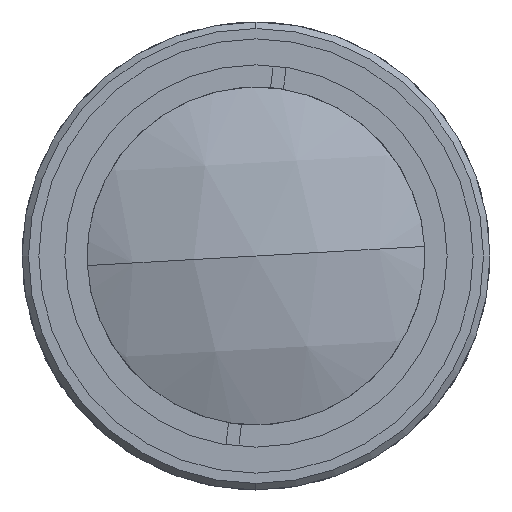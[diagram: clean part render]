
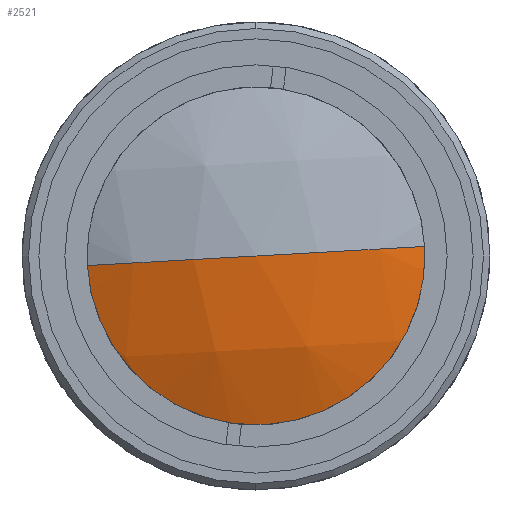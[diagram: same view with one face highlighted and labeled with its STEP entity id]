
A CAD part, left-side view. The second image highlights one B-rep face of the part: STEP entity #2521.
In plain terms, the highlighted spherical face has radius 34.13 mm.
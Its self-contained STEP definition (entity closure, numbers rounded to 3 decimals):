
#192 = DIRECTION ( 'NONE',  ( 0., 0.998, -0.057 ) ) ;
#455 = SPHERICAL_SURFACE ( 'NONE', #1849, 34.13 ) ;
#523 = AXIS2_PLACEMENT_3D ( 'NONE', #3627, #752, #1829 ) ;
#594 = CIRCLE ( 'NONE', #523, 34.13 ) ;
#752 = DIRECTION ( 'NONE',  ( 0., -0.057, -0.998 ) ) ;
#882 = DIRECTION ( 'NONE',  ( 0., -0.057, -0.998 ) ) ;
#922 = EDGE_CURVE ( 'NONE', #3454, #4507, #3537, .T. ) ;
#1226 = CARTESIAN_POINT ( 'NONE',  ( 42.13, 0., 0. ) ) ;
#1329 = ORIENTED_EDGE ( 'NONE', *, *, #3939, .T. ) ;
#1386 = CARTESIAN_POINT ( 'NONE',  ( 11.003, 0., 0. ) ) ;
#1477 = CARTESIAN_POINT ( 'NONE',  ( 8., 0., 0. ) ) ;
#1700 = ORIENTED_EDGE ( 'NONE', *, *, #922, .F. ) ;
#1829 = DIRECTION ( 'NONE',  ( 0., 0.998, -0.057 ) ) ;
#1849 = AXIS2_PLACEMENT_3D ( 'NONE', #3422, #882, #192 ) ;
#1971 = CARTESIAN_POINT ( 'NONE',  ( 11.003, -13.977, 0.794 ) ) ;
#2505 = AXIS2_PLACEMENT_3D ( 'NONE', #1386, #2692, #4651 ) ;
#2521 = ADVANCED_FACE ( 'NONE', ( #2995 ), #455, .T. ) ;
#2692 = DIRECTION ( 'NONE',  ( -1., 0., 0. ) ) ;
#2995 = FACE_OUTER_BOUND ( 'NONE', #4362, .T. ) ;
#3202 = EDGE_CURVE ( 'NONE', #3935, #4507, #594, .T. ) ;
#3230 = AXIS2_PLACEMENT_3D ( 'NONE', #1226, #3837, #4175 ) ;
#3422 = CARTESIAN_POINT ( 'NONE',  ( 42.13, 0., 0. ) ) ;
#3454 = VERTEX_POINT ( 'NONE', #3894 ) ;
#3537 = CIRCLE ( 'NONE', #3230, 34.13 ) ;
#3627 = CARTESIAN_POINT ( 'NONE',  ( 42.13, 0., 0. ) ) ;
#3700 = ORIENTED_EDGE ( 'NONE', *, *, #3202, .T. ) ;
#3837 = DIRECTION ( 'NONE',  ( 0., 0.057, 0.998 ) ) ;
#3894 = CARTESIAN_POINT ( 'NONE',  ( 11.003, 13.977, -0.794 ) ) ;
#3935 = VERTEX_POINT ( 'NONE', #1971 ) ;
#3939 = EDGE_CURVE ( 'NONE', #3454, #3935, #4387, .T. ) ;
#4175 = DIRECTION ( 'NONE',  ( 0., -0.998, 0.057 ) ) ;
#4362 = EDGE_LOOP ( 'NONE', ( #1329, #3700, #1700 ) ) ;
#4387 = CIRCLE ( 'NONE', #2505, 14. ) ;
#4507 = VERTEX_POINT ( 'NONE', #1477 ) ;
#4651 = DIRECTION ( 'NONE',  ( 0., 0.057, 0.998 ) ) ;
